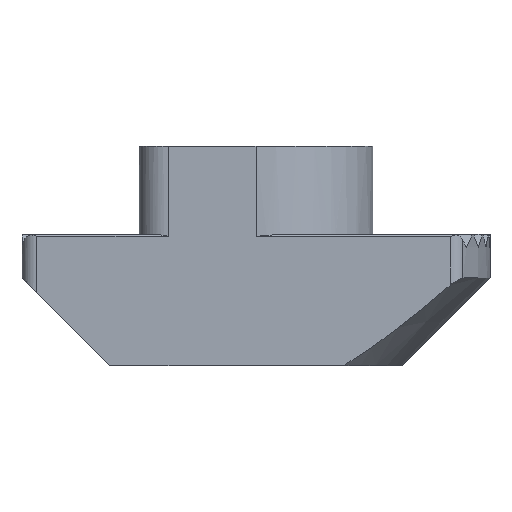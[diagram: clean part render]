
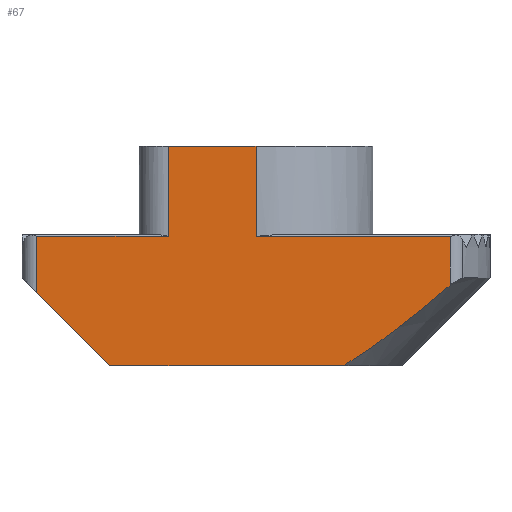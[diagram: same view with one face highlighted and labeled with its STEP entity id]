
A CAD part, front view. The second image highlights one B-rep face of the part: STEP entity #67.
In plain terms, the highlighted planar face has unit normal (0, -1, 0).
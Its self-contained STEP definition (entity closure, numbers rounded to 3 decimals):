
#67 = ADVANCED_FACE ( 'NONE', ( #1686 ), #982, .F. ) ;
#107 = CARTESIAN_POINT ( 'NONE',  ( 5.471, -4., 1.767 ) ) ;
#114 = CARTESIAN_POINT ( 'NONE',  ( -8., -4., 4.5 ) ) ;
#119 = ORIENTED_EDGE ( 'NONE', *, *, #2445, .T. ) ;
#178 = VECTOR ( 'NONE', #2387, 1000. ) ;
#211 = VERTEX_POINT ( 'NONE', #222 ) ;
#222 = CARTESIAN_POINT ( 'NONE',  ( -5., -4., 0. ) ) ;
#263 = LINE ( 'NONE', #2091, #1917 ) ;
#328 = CARTESIAN_POINT ( 'NONE',  ( 6.633, -4., 2.746 ) ) ;
#333 = ORIENTED_EDGE ( 'NONE', *, *, #2251, .F. ) ;
#381 = ORIENTED_EDGE ( 'NONE', *, *, #2546, .F. ) ;
#398 = DIRECTION ( 'NONE',  ( 0., 0., 1. ) ) ;
#406 = ORIENTED_EDGE ( 'NONE', *, *, #1327, .T. ) ;
#437 = EDGE_CURVE ( 'NONE', #715, #712, #784, .T. ) ;
#454 = VECTOR ( 'NONE', #1897, 1000. ) ;
#549 = AXIS2_PLACEMENT_3D ( 'NONE', #114, #2509, #1203 ) ;
#601 = EDGE_CURVE ( 'NONE', #984, #1292, #2692, .T. ) ;
#604 = CARTESIAN_POINT ( 'NONE',  ( 3., -4., 0. ) ) ;
#610 = CARTESIAN_POINT ( 'NONE',  ( -3., -4., 4.421 ) ) ;
#646 = CARTESIAN_POINT ( 'NONE',  ( 6.633, -4., 4.421 ) ) ;
#710 = CARTESIAN_POINT ( 'NONE',  ( 6.633, -4., 2.746 ) ) ;
#712 = VERTEX_POINT ( 'NONE', #2805 ) ;
#714 = EDGE_CURVE ( 'NONE', #1072, #984, #1338, .T. ) ;
#715 = VERTEX_POINT ( 'NONE', #646 ) ;
#761 = LINE ( 'NONE', #948, #1918 ) ;
#766 = ORIENTED_EDGE ( 'NONE', *, *, #714, .T. ) ;
#784 = LINE ( 'NONE', #2347, #2469 ) ;
#792 = LINE ( 'NONE', #890, #1386 ) ;
#805 = DIRECTION ( 'NONE',  ( 0., 0., -1. ) ) ;
#820 = DIRECTION ( 'NONE',  ( -1., 0., 0. ) ) ;
#824 = EDGE_CURVE ( 'NONE', #211, #2577, #2153, .T. ) ;
#890 = CARTESIAN_POINT ( 'NONE',  ( 0., -4., 7.5 ) ) ;
#948 = CARTESIAN_POINT ( 'NONE',  ( -8., -4., 3. ) ) ;
#960 = VECTOR ( 'NONE', #398, 1000. ) ;
#982 = PLANE ( 'NONE',  #549 ) ;
#984 = VERTEX_POINT ( 'NONE', #1829 ) ;
#1022 = LINE ( 'NONE', #1707, #960 ) ;
#1072 = VERTEX_POINT ( 'NONE', #610 ) ;
#1203 = DIRECTION ( 'NONE',  ( 0., 0., 1. ) ) ;
#1292 = VERTEX_POINT ( 'NONE', #2257 ) ;
#1327 = EDGE_CURVE ( 'NONE', #2540, #1072, #1551, .T. ) ;
#1338 = LINE ( 'NONE', #1931, #178 ) ;
#1366 = EDGE_CURVE ( 'NONE', #2287, #715, #1022, .T. ) ;
#1386 = VECTOR ( 'NONE', #2200, 1000. ) ;
#1402 = ORIENTED_EDGE ( 'NONE', *, *, #824, .T. ) ;
#1407 = CARTESIAN_POINT ( 'NONE',  ( 4.27, -4., 0.838 ) ) ;
#1551 = LINE ( 'NONE', #2121, #2693 ) ;
#1582 = VECTOR ( 'NONE', #2207, 1000. ) ;
#1632 = CARTESIAN_POINT ( 'NONE',  ( 6.056, -4., 2.251 ) ) ;
#1644 = B_SPLINE_CURVE_WITH_KNOTS ( 'NONE', 3,
 ( #2492, #2700, #1407, #107, #1632, #328 ),
 .UNSPECIFIED., .F., .F.,
 ( 4, 2, 4 ),
 ( 0., 0.002, 0.005 ),
 .UNSPECIFIED. ) ;
#1676 = DIRECTION ( 'NONE',  ( 1., 0., 0. ) ) ;
#1686 = FACE_OUTER_BOUND ( 'NONE', #2276, .T. ) ;
#1689 = CARTESIAN_POINT ( 'NONE',  ( -7.5, -4., 4.5 ) ) ;
#1707 = CARTESIAN_POINT ( 'NONE',  ( 6.633, -4., 4.5 ) ) ;
#1717 = VERTEX_POINT ( 'NONE', #1923 ) ;
#1774 = CARTESIAN_POINT ( 'NONE',  ( -8., -4., 0. ) ) ;
#1829 = CARTESIAN_POINT ( 'NONE',  ( -7.5, -4., 4.421 ) ) ;
#1897 = DIRECTION ( 'NONE',  ( 0., 0., -1. ) ) ;
#1917 = VECTOR ( 'NONE', #1676, 1000. ) ;
#1918 = VECTOR ( 'NONE', #2474, 1000. ) ;
#1923 = CARTESIAN_POINT ( 'NONE',  ( 0., -4., 7.5 ) ) ;
#1931 = CARTESIAN_POINT ( 'NONE',  ( -8., -4., 4.421 ) ) ;
#2054 = EDGE_CURVE ( 'NONE', #1292, #211, #761, .T. ) ;
#2091 = CARTESIAN_POINT ( 'NONE',  ( -4., -4., 7.5 ) ) ;
#2121 = CARTESIAN_POINT ( 'NONE',  ( -3., -4., 4.5 ) ) ;
#2152 = ORIENTED_EDGE ( 'NONE', *, *, #601, .T. ) ;
#2153 = LINE ( 'NONE', #1774, #1582 ) ;
#2176 = ORIENTED_EDGE ( 'NONE', *, *, #2054, .T. ) ;
#2200 = DIRECTION ( 'NONE',  ( 0., 0., -1. ) ) ;
#2207 = DIRECTION ( 'NONE',  ( 1., 0., 0. ) ) ;
#2218 = ORIENTED_EDGE ( 'NONE', *, *, #1366, .T. ) ;
#2251 = EDGE_CURVE ( 'NONE', #1717, #712, #792, .T. ) ;
#2257 = CARTESIAN_POINT ( 'NONE',  ( -7.5, -4., 2.5 ) ) ;
#2276 = EDGE_LOOP ( 'NONE', ( #381, #406, #766, #2152, #2176, #1402, #119, #2218, #2663, #333 ) ) ;
#2287 = VERTEX_POINT ( 'NONE', #710 ) ;
#2347 = CARTESIAN_POINT ( 'NONE',  ( -8., -4., 4.421 ) ) ;
#2387 = DIRECTION ( 'NONE',  ( -1., 0., 0. ) ) ;
#2445 = EDGE_CURVE ( 'NONE', #2577, #2287, #1644, .T. ) ;
#2469 = VECTOR ( 'NONE', #820, 1000. ) ;
#2474 = DIRECTION ( 'NONE',  ( 0.707, 0., -0.707 ) ) ;
#2492 = CARTESIAN_POINT ( 'NONE',  ( 3., -4., 0. ) ) ;
#2509 = DIRECTION ( 'NONE',  ( 0., 1., 0. ) ) ;
#2540 = VERTEX_POINT ( 'NONE', #2732 ) ;
#2546 = EDGE_CURVE ( 'NONE', #2540, #1717, #263, .T. ) ;
#2577 = VERTEX_POINT ( 'NONE', #604 ) ;
#2663 = ORIENTED_EDGE ( 'NONE', *, *, #437, .T. ) ;
#2692 = LINE ( 'NONE', #1689, #454 ) ;
#2693 = VECTOR ( 'NONE', #805, 1000. ) ;
#2700 = CARTESIAN_POINT ( 'NONE',  ( 3.655, -4., 0.393 ) ) ;
#2732 = CARTESIAN_POINT ( 'NONE',  ( -3., -4., 7.5 ) ) ;
#2805 = CARTESIAN_POINT ( 'NONE',  ( 0., -4., 4.421 ) ) ;
